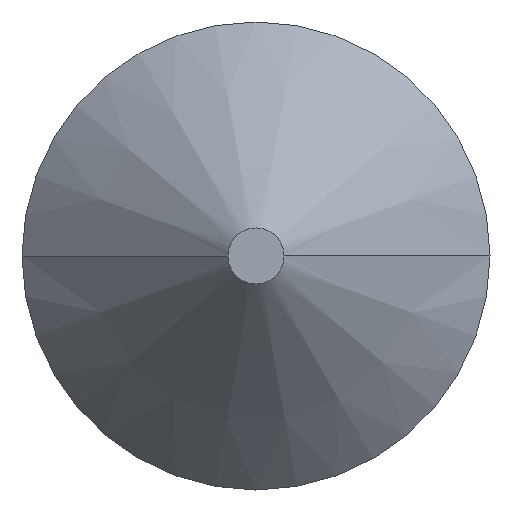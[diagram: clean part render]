
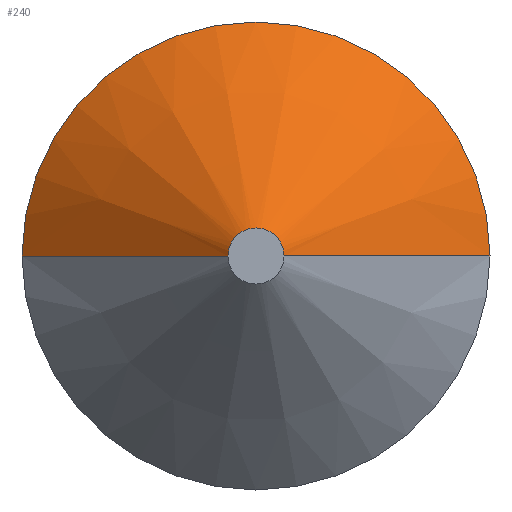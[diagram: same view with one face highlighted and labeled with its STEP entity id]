
A CAD part, front view. The second image highlights one B-rep face of the part: STEP entity #240.
In plain terms, the highlighted conical face has half-angle 45 degrees and reference radius 1.524 mm.
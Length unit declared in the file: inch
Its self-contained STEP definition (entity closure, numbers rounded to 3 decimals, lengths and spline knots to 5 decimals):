
#11 = DIRECTION ( 'NONE',  ( 0., -1., 0. ) ) ;
#22 = CARTESIAN_POINT ( 'NONE',  ( -0.5, 0.44, 0. ) ) ;
#25 = EDGE_LOOP ( 'NONE', ( #220, #282, #239, #87 ) ) ;
#31 = EDGE_CURVE ( 'NONE', #284, #197, #122, .T. ) ;
#33 = DIRECTION ( 'NONE',  ( 1., 0., 0. ) ) ;
#34 = LINE ( 'NONE', #153, #254 ) ;
#38 = EDGE_CURVE ( 'NONE', #284, #63, #34, .T. ) ;
#43 = EDGE_CURVE ( 'NONE', #63, #173, #287, .T. ) ;
#49 = AXIS2_PLACEMENT_3D ( 'NONE', #101, #11, #33 ) ;
#63 = VERTEX_POINT ( 'NONE', #273 ) ;
#75 = DIRECTION ( 'NONE',  ( 0.707, 0.707, 0. ) ) ;
#87 = ORIENTED_EDGE ( 'NONE', *, *, #183, .F. ) ;
#89 = DIRECTION ( 'NONE',  ( 0., -1., 0. ) ) ;
#101 = CARTESIAN_POINT ( 'NONE',  ( 0., 0.44, 0. ) ) ;
#106 = DIRECTION ( 'NONE',  ( -0.707, 0.707, 0. ) ) ;
#113 = DIRECTION ( 'NONE',  ( 0., 1., 0. ) ) ;
#120 = VECTOR ( 'NONE', #106, 39.37008 ) ;
#122 = CIRCLE ( 'NONE', #160, 0.06 ) ;
#137 = CARTESIAN_POINT ( 'NONE',  ( 0.06, 0., 0. ) ) ;
#140 = DIRECTION ( 'NONE',  ( 1., 0., 0. ) ) ;
#142 = AXIS2_PLACEMENT_3D ( 'NONE', #267, #113, #201 ) ;
#153 = CARTESIAN_POINT ( 'NONE',  ( 0.06, 0., 0. ) ) ;
#160 = AXIS2_PLACEMENT_3D ( 'NONE', #218, #89, #140 ) ;
#168 = CARTESIAN_POINT ( 'NONE',  ( -0.06, 0., 0. ) ) ;
#173 = VERTEX_POINT ( 'NONE', #22 ) ;
#182 = FACE_OUTER_BOUND ( 'NONE', #25, .T. ) ;
#183 = EDGE_CURVE ( 'NONE', #197, #173, #187, .T. ) ;
#187 = LINE ( 'NONE', #168, #120 ) ;
#197 = VERTEX_POINT ( 'NONE', #259 ) ;
#201 = DIRECTION ( 'NONE',  ( -1., 0., 0. ) ) ;
#218 = CARTESIAN_POINT ( 'NONE',  ( 0., 0., 0. ) ) ;
#220 = ORIENTED_EDGE ( 'NONE', *, *, #31, .F. ) ;
#239 = ORIENTED_EDGE ( 'NONE', *, *, #43, .T. ) ;
#240 = ADVANCED_FACE ( 'NONE', ( #182 ), #283, .T. ) ;
#254 = VECTOR ( 'NONE', #75, 39.37008 ) ;
#259 = CARTESIAN_POINT ( 'NONE',  ( -0.06, 0., 0. ) ) ;
#267 = CARTESIAN_POINT ( 'NONE',  ( 0., 0., 0. ) ) ;
#273 = CARTESIAN_POINT ( 'NONE',  ( 0.5, 0.44, 0. ) ) ;
#282 = ORIENTED_EDGE ( 'NONE', *, *, #38, .T. ) ;
#283 = CONICAL_SURFACE ( 'NONE', #142, 0.06, 0.785 ) ;
#284 = VERTEX_POINT ( 'NONE', #137 ) ;
#287 = CIRCLE ( 'NONE', #49, 0.5 ) ;
